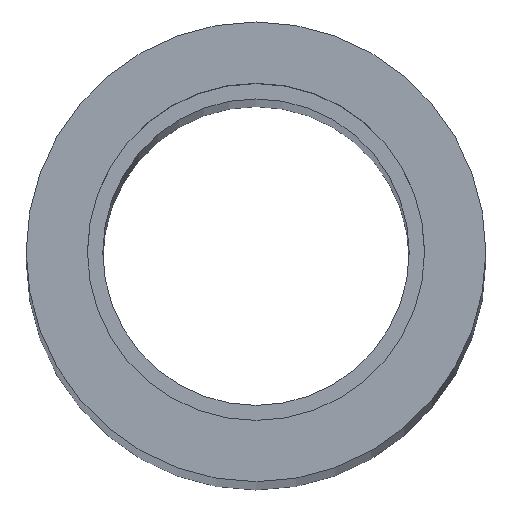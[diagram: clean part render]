
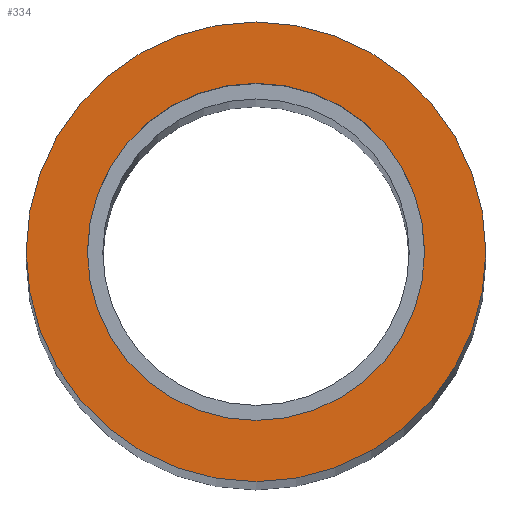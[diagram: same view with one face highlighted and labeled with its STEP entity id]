
A CAD part, top view. The second image highlights one B-rep face of the part: STEP entity #334.
In plain terms, the highlighted planar face has unit normal (0, 0, 1).
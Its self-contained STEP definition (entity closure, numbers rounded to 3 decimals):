
#5 = CARTESIAN_POINT ( 'NONE',  ( 15., 0., 310. ) ) ;
#8 = VERTEX_POINT ( 'NONE', #5 ) ;
#11 = FACE_BOUND ( 'NONE', #176, .T. ) ;
#30 = AXIS2_PLACEMENT_3D ( 'NONE', #142, #199, #371 ) ;
#31 = CARTESIAN_POINT ( 'NONE',  ( -11., 0., 310. ) ) ;
#32 = ORIENTED_EDGE ( 'NONE', *, *, #296, .T. ) ;
#34 = DIRECTION ( 'NONE',  ( 1., 0., 0. ) ) ;
#57 = DIRECTION ( 'NONE',  ( 0., 0., 1. ) ) ;
#62 = ORIENTED_EDGE ( 'NONE', *, *, #324, .T. ) ;
#82 = EDGE_LOOP ( 'NONE', ( #32, #62 ) ) ;
#89 = ORIENTED_EDGE ( 'NONE', *, *, #156, .F. ) ;
#116 = CIRCLE ( 'NONE', #189, 15. ) ;
#117 = PLANE ( 'NONE',  #304 ) ;
#142 = CARTESIAN_POINT ( 'NONE',  ( 0., 0., 310. ) ) ;
#156 = EDGE_CURVE ( 'NONE', #263, #282, #372, .T. ) ;
#170 = VERTEX_POINT ( 'NONE', #249 ) ;
#174 = CARTESIAN_POINT ( 'NONE',  ( 0., 0., 310. ) ) ;
#176 = EDGE_LOOP ( 'NONE', ( #214, #89 ) ) ;
#189 = AXIS2_PLACEMENT_3D ( 'NONE', #174, #57, #34 ) ;
#197 = CARTESIAN_POINT ( 'NONE',  ( 0., 0., 310. ) ) ;
#199 = DIRECTION ( 'NONE',  ( 0., 0., 1. ) ) ;
#214 = ORIENTED_EDGE ( 'NONE', *, *, #316, .F. ) ;
#218 = CARTESIAN_POINT ( 'NONE',  ( 0., 0., 310. ) ) ;
#223 = FACE_OUTER_BOUND ( 'NONE', #82, .T. ) ;
#225 = DIRECTION ( 'NONE',  ( 0., 0., 1. ) ) ;
#231 = AXIS2_PLACEMENT_3D ( 'NONE', #218, #358, #303 ) ;
#249 = CARTESIAN_POINT ( 'NONE',  ( -15., 0., 310. ) ) ;
#261 = DIRECTION ( 'NONE',  ( 1., 0., 0. ) ) ;
#263 = VERTEX_POINT ( 'NONE', #31 ) ;
#279 = DIRECTION ( 'NONE',  ( 1., 0., 0. ) ) ;
#281 = CIRCLE ( 'NONE', #355, 15. ) ;
#282 = VERTEX_POINT ( 'NONE', #364 ) ;
#296 = EDGE_CURVE ( 'NONE', #170, #8, #281, .T. ) ;
#303 = DIRECTION ( 'NONE',  ( 1., 0., 0. ) ) ;
#304 = AXIS2_PLACEMENT_3D ( 'NONE', #341, #313, #279 ) ;
#313 = DIRECTION ( 'NONE',  ( 0., 0., 1. ) ) ;
#316 = EDGE_CURVE ( 'NONE', #282, #263, #354, .T. ) ;
#324 = EDGE_CURVE ( 'NONE', #8, #170, #116, .T. ) ;
#334 = ADVANCED_FACE ( 'NONE', ( #11, #223 ), #117, .T. ) ;
#341 = CARTESIAN_POINT ( 'NONE',  ( 0., 0., 310. ) ) ;
#354 = CIRCLE ( 'NONE', #30, 11. ) ;
#355 = AXIS2_PLACEMENT_3D ( 'NONE', #197, #225, #261 ) ;
#358 = DIRECTION ( 'NONE',  ( 0., 0., 1. ) ) ;
#364 = CARTESIAN_POINT ( 'NONE',  ( 11., 0., 310. ) ) ;
#371 = DIRECTION ( 'NONE',  ( 1., 0., 0. ) ) ;
#372 = CIRCLE ( 'NONE', #231, 11. ) ;
